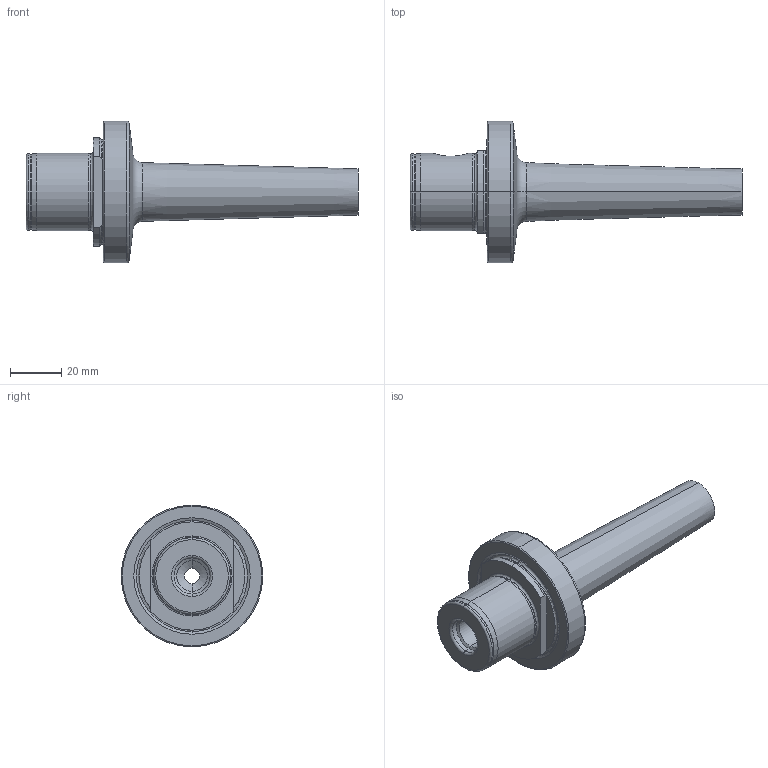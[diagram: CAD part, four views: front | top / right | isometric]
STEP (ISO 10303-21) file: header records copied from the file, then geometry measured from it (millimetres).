
FILE_DESCRIPTION (( 'STEP AP203' ), '1' );
FILE_NAME ('772.550.335.STEP', '2019-12-06T11:38:02', ( '' ), ( '' ), 'SwSTEP 2.0', 'SolidWorks 2017', '' );
FILE_SCHEMA (( 'CONFIG_CONTROL_DESIGN' ));
Length unit declared in the file: millimetre
Products named in the file (1): 772.550.335
Bounding box: 129 x 55 x 55 mm (x, y, z)
Volume: 64324.8 mm3; surface area: 19280.6 mm2
Topology: 1 solids, 1 shells, 89 faces, 190 edges, 106 vertices
Faces by surface type: cone 31, torus 28, cylinder 21, plane 9
Entity records: 2644 total; most frequent: CARTESIAN_POINT 591, DIRECTION 472, ORIENTED_EDGE 380, AXIS2_PLACEMENT_3D 208, EDGE_CURVE 190, CIRCLE 118, VERTEX_POINT 106, EDGE_LOOP 96
